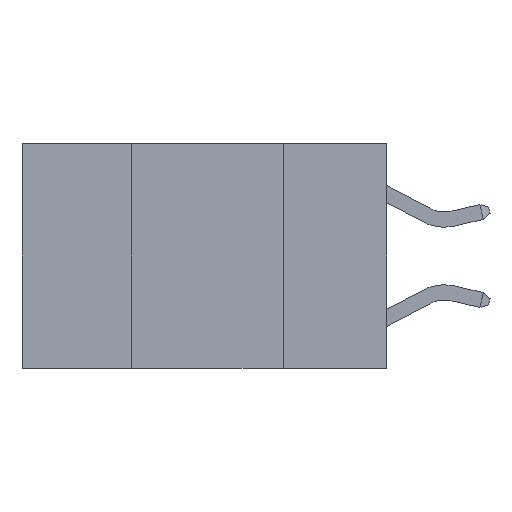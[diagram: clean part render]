
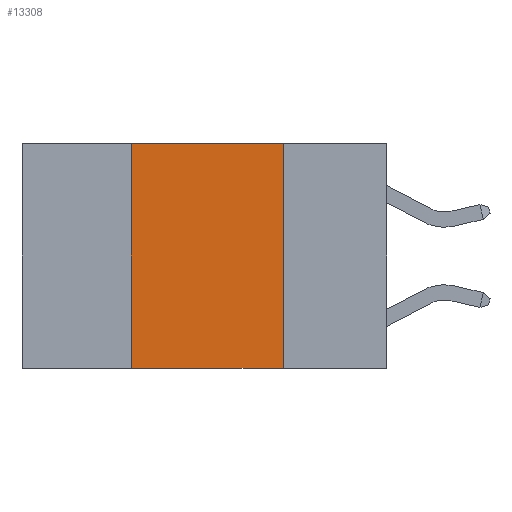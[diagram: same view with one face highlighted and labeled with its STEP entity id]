
A CAD part, left-side view. The second image highlights one B-rep face of the part: STEP entity #13308.
In plain terms, the highlighted planar face has unit normal (-1, 0, 0).
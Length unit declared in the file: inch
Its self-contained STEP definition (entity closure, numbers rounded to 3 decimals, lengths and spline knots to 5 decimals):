
#79 = ORIENTED_EDGE ( 'NONE', *, *, #5782, .F. ) ;
#704 = CARTESIAN_POINT ( 'NONE',  ( 0., 0.42, 0. ) ) ;
#3252 = DIRECTION ( 'NONE',  ( 0., -1., 0. ) ) ;
#3278 = CARTESIAN_POINT ( 'NONE',  ( 0., 0.17, 0. ) ) ;
#3325 = CARTESIAN_POINT ( 'NONE',  ( 0., 0.6, 0. ) ) ;
#4472 = EDGE_CURVE ( 'NONE', #8276, #4768, #7898, .T. ) ;
#4567 = PLANE ( 'NONE',  #5401 ) ;
#4570 = CARTESIAN_POINT ( 'NONE',  ( 0., 0.42, 0. ) ) ;
#4606 = CARTESIAN_POINT ( 'NONE',  ( 0., 0.17, -0.37 ) ) ;
#4768 = VERTEX_POINT ( 'NONE', #704 ) ;
#5021 = ORIENTED_EDGE ( 'NONE', *, *, #4472, .F. ) ;
#5401 = AXIS2_PLACEMENT_3D ( 'NONE', #15400, #9371, #7030 ) ;
#5694 = DIRECTION ( 'NONE',  ( 0., 0., 1. ) ) ;
#5782 = EDGE_CURVE ( 'NONE', #4768, #14775, #13920, .T. ) ;
#6214 = VECTOR ( 'NONE', #5694, 39.37008 ) ;
#7030 = DIRECTION ( 'NONE',  ( 0., 0., -1. ) ) ;
#7412 = CARTESIAN_POINT ( 'NONE',  ( 0., 0.17, 0. ) ) ;
#7513 = DIRECTION ( 'NONE',  ( 0., -1., 0. ) ) ;
#7581 = LINE ( 'NONE', #9691, #14152 ) ;
#7898 = LINE ( 'NONE', #4570, #6214 ) ;
#7948 = VECTOR ( 'NONE', #3252, 39.37008 ) ;
#8015 = LINE ( 'NONE', #3278, #13065 ) ;
#8276 = VERTEX_POINT ( 'NONE', #14586 ) ;
#8365 = EDGE_CURVE ( 'NONE', #14775, #14272, #8015, .T. ) ;
#9371 = DIRECTION ( 'NONE',  ( 1., 0., 0. ) ) ;
#9691 = CARTESIAN_POINT ( 'NONE',  ( 0., 0.6, -0.37 ) ) ;
#10535 = FACE_OUTER_BOUND ( 'NONE', #13296, .T. ) ;
#12377 = ORIENTED_EDGE ( 'NONE', *, *, #12824, .T. ) ;
#12824 = EDGE_CURVE ( 'NONE', #8276, #14272, #7581, .T. ) ;
#13065 = VECTOR ( 'NONE', #13865, 39.37008 ) ;
#13296 = EDGE_LOOP ( 'NONE', ( #13341, #79, #5021, #12377 ) ) ;
#13308 = ADVANCED_FACE ( 'NONE', ( #10535 ), #4567, .F. ) ;
#13341 = ORIENTED_EDGE ( 'NONE', *, *, #8365, .F. ) ;
#13865 = DIRECTION ( 'NONE',  ( 0., 0., -1. ) ) ;
#13920 = LINE ( 'NONE', #3325, #7948 ) ;
#14152 = VECTOR ( 'NONE', #7513, 39.37008 ) ;
#14272 = VERTEX_POINT ( 'NONE', #4606 ) ;
#14586 = CARTESIAN_POINT ( 'NONE',  ( 0., 0.42, -0.37 ) ) ;
#14775 = VERTEX_POINT ( 'NONE', #7412 ) ;
#15400 = CARTESIAN_POINT ( 'NONE',  ( 0., 0.6, 0. ) ) ;
